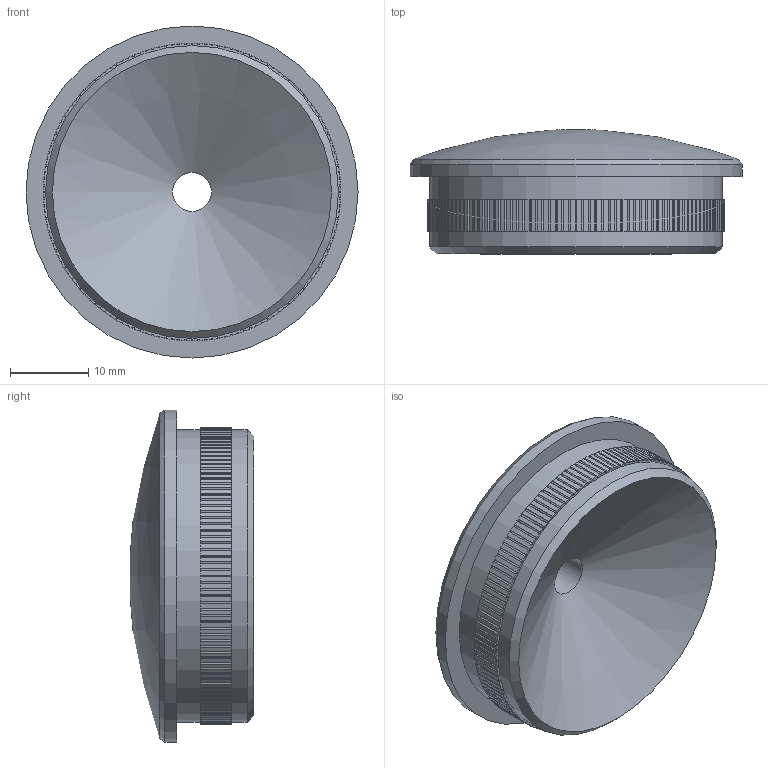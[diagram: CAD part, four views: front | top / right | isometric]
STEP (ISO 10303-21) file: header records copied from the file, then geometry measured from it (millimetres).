
FILE_DESCRIPTION(/* description */ (''),/* implementation_level */ '2;1');
FILE_NAME(/* name */ '41414.ipt.step',/* time_stamp */ '2022-07-18T12:52:09+02:00',/* author */ ('Abt. Technik'),/* organization */ (''),/* preprocessor_version */ 'ST-DEVELOPER v18.1',/* originating_system */ 'Autodesk Inventor 2022',/* authorisation */ '');
FILE_SCHEMA (('AUTOMOTIVE_DESIGN { 1 0 10303 214 3 1 1 }'));
Length unit declared in the file: millimetre
Products named in the file (1): 41414
Bounding box: 42.4 x 15.82 x 42.4 mm (x, y, z)
Volume: 13041.6 mm3; surface area: 4588.5 mm2
Topology: 1 solids, 1 shells, 291 faces, 859 edges, 572 vertices
Faces by surface type: cylinder 284, cone 3, plane 3, sphere 1
Full cylindrical faces by diameter (mm): 5 x1, 37.4 x2, 42.4 x1
Entity records: 10116 total; most frequent: DIRECTION 2015, CARTESIAN_POINT 1723, ORIENTED_EDGE 1718, AXIS2_PLACEMENT_3D 864, EDGE_CURVE 859, CIRCLE 572, VERTEX_POINT 572, EDGE_LOOP 295
